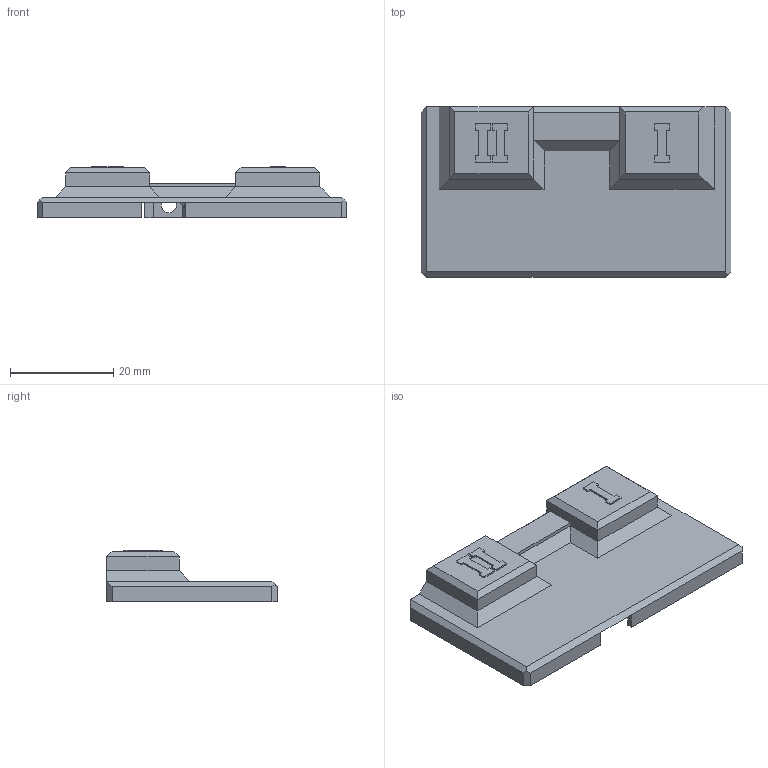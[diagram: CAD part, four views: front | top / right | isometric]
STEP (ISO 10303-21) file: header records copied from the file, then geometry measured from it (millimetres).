
FILE_DESCRIPTION(/* description */ ('Alibre Inc.'),/* implementation_level */ '2;1');
FILE_NAME(/* name */ 'export0',/* time_stamp */ '2019-05-14T22:09:57+02:00',/* author */ (''),/* organization */ (''),/* preprocessor_version */ 'ST-DEVELOPER v14',/* originating_system */ 'Alibre',/* authorisation */ '');
FILE_SCHEMA (('AUTOMOTIVE_DESIGN'));
Length unit declared in the file: centimetre
Bounding box: 60 x 33 x 10 mm (x, y, z)
Volume: 3200.1 mm3; surface area: 5978.7 mm2
Topology: 1 solids, 1 shells, 127 faces, 337 edges, 218 vertices
Faces by surface type: plane 117, cylinder 9, torus 1
Full cylindrical faces by diameter (mm): 1.3 x3, 3 x3, 3.5 x1
Entity records: 3646 total; most frequent: CARTESIAN_POINT 706, ORIENTED_EDGE 650, DIRECTION 454, EDGE_CURVE 325, VECTOR 293, LINE 293, VERTEX_POINT 214, EDGE_LOOP 147
